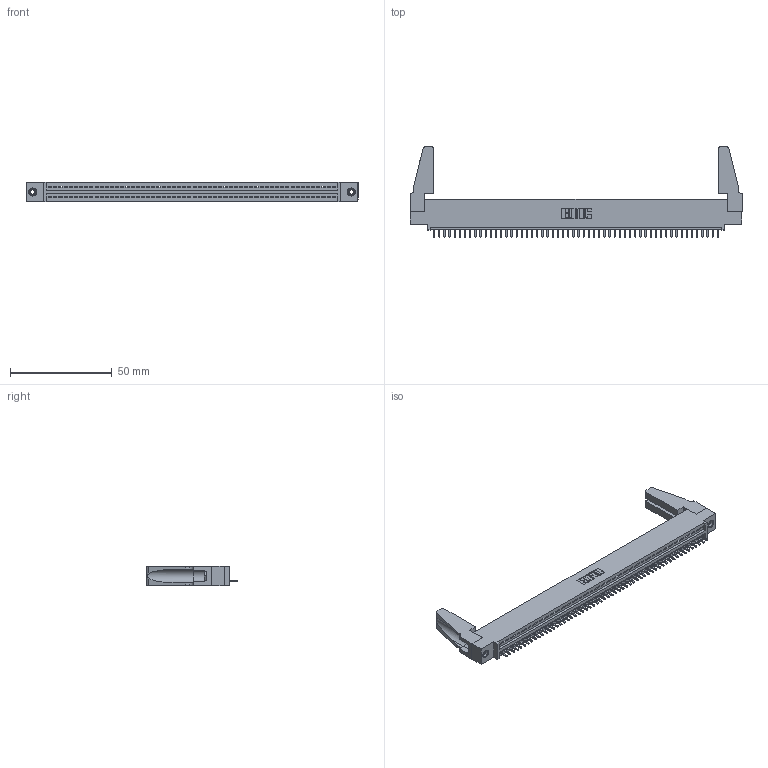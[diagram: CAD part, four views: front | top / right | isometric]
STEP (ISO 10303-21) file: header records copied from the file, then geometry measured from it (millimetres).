
FILE_DESCRIPTION (( 'STEP AP203' ), '1' );
FILE_NAME ('395-056-521-488.STEP', '2019-10-23T22:00:06', ( '' ), ( '' ), 'SwSTEP 2.0', 'SolidWorks 2016', '' );
FILE_SCHEMA (( 'CONFIG_CONTROL_DESIGN' ));
Length unit declared in the file: inch
Products named in the file (5): 345-220-078_345-220-088; 345-250-001_345-250-001-102; 345-292-001_345-293-121; 395-056-521-488; 345 Part_0.110 Offset - 0.156 Dia-TH
Assembly tree (61 placements, depth 2):
  395-056-521-488
    345 Part_0.110 Offset - 0.156 Dia-TH
    345-292-001_345-293-121  x56
    345-250-001_345-250-001-102  x2
    345-220-078_345-220-088  x2
Bounding box: 163.47 x 44.37 x 9.4 mm (x, y, z)
Volume: 18661.5 mm3; surface area: 23255.4 mm2
Topology: 61 solids, 61 shells, 3502 faces, 10523 edges, 6930 vertices
Faces by surface type: plane 2396, cylinder 1090, cone 12, torus 4
Entity records: 42560 total; most frequent: CARTESIAN_POINT 7362, ORIENTED_EDGE 7312, DIRECTION 6416, EDGE_CURVE 3656, VECTOR 3258, LINE 3258, VERTEX_POINT 2430, AXIS2_PLACEMENT_3D 1579
